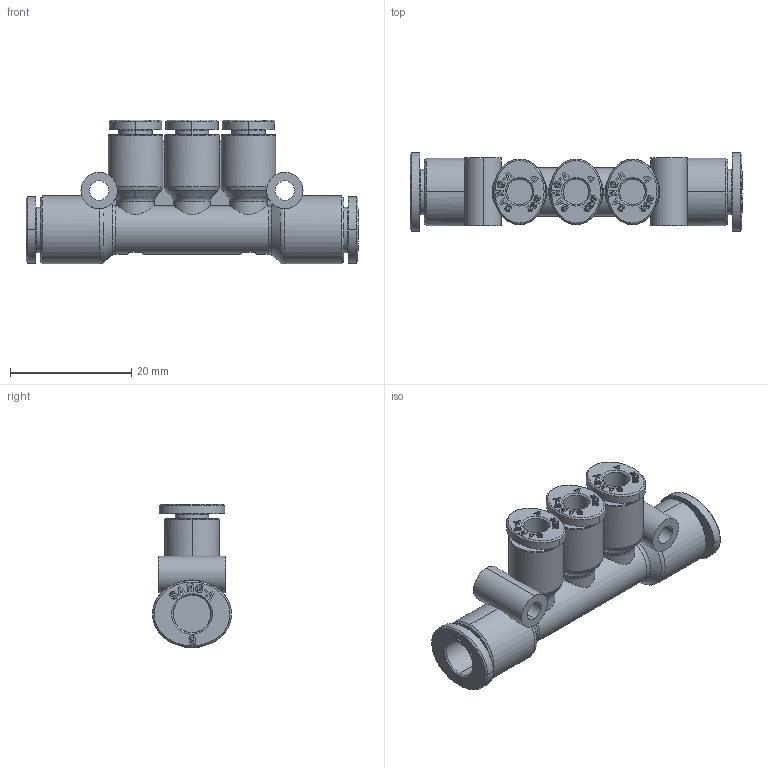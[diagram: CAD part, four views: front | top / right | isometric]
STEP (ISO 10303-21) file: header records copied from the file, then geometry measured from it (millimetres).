
FILE_DESCRIPTION (( 'STEP AP214' ), '1' );
FILE_NAME ('PKG06-04.stp', '2015-09-17T08:22:45', ( '' ), ( '' ), 'SwSTEP 2.0', 'SolidWorks 2015', '' );
FILE_SCHEMA (( 'AUTOMOTIVE_DESIGN' ));
Length unit declared in the file: millimetre
Products named in the file (2): ｦ+ﾃｦ2; PKG06-04
Assembly tree (1 placements, depth 2):
  PKG06-04
    ｦ+ﾃｦ2
Bounding box: 54.7 x 13 x 23.7 mm (x, y, z)
Volume: 5287.3 mm3; surface area: 5348.6 mm2
Topology: 1 solids, 1 shells, 1644 faces, 4667 edges, 3102 vertices
Faces by surface type: plane 1346, bspline 164, cylinder 88, cone 36, torus 10
Entity records: 58642 total; most frequent: CARTESIAN_POINT 16366, ORIENTED_EDGE 9334, DIRECTION 7421, EDGE_CURVE 4667, LINE 3969, VECTOR 3969, VERTEX_POINT 3102, AXIS2_PLACEMENT_3D 1726
